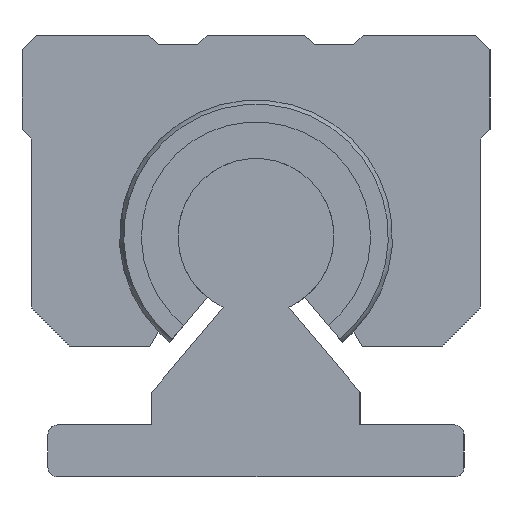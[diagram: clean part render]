
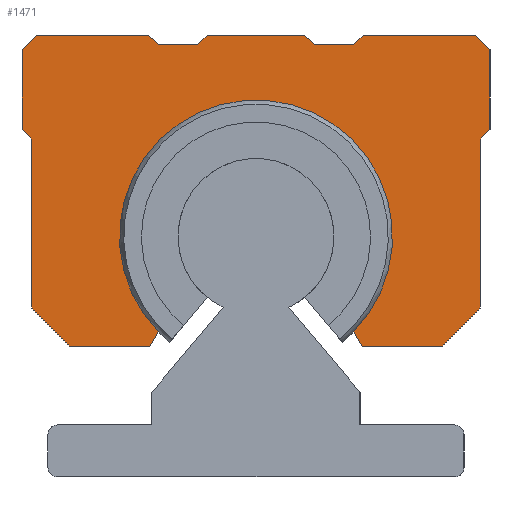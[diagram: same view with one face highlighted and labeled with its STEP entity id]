
A CAD part, left-side view. The second image highlights one B-rep face of the part: STEP entity #1471.
In plain terms, the highlighted planar face has unit normal (-1, 0, 0).
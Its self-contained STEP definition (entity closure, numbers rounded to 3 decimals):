
#471=CIRCLE('',#12074,10.5);
#845=FACE_OUTER_BOUND('',#2821,.T.);
#1471=ADVANCED_FACE('',(#845),#1957,.F.);
#1957=PLANE('',#12119);
#2821=EDGE_LOOP('',(#5949,#5950,#5951,#5952,#5953,#5954,#5955,#5956,#5957,
#5958,#5959,#5960,#5961,#5962,#5963,#5964,#5965,#5966,#5967,#5968,#5969,
#5970,#5971,#5972));
#5949=ORIENTED_EDGE('',*,*,#9158,.F.);
#5950=ORIENTED_EDGE('',*,*,#8989,.F.);
#5951=ORIENTED_EDGE('',*,*,#9200,.F.);
#5952=ORIENTED_EDGE('',*,*,#9222,.F.);
#5953=ORIENTED_EDGE('',*,*,#9207,.F.);
#5954=ORIENTED_EDGE('',*,*,#9209,.F.);
#5955=ORIENTED_EDGE('',*,*,#9196,.F.);
#5956=ORIENTED_EDGE('',*,*,#9187,.F.);
#5957=ORIENTED_EDGE('',*,*,#9184,.F.);
#5958=ORIENTED_EDGE('',*,*,#9223,.F.);
#5959=ORIENTED_EDGE('',*,*,#9194,.F.);
#5960=ORIENTED_EDGE('',*,*,#9192,.F.);
#5961=ORIENTED_EDGE('',*,*,#9189,.F.);
#5962=ORIENTED_EDGE('',*,*,#9224,.F.);
#5963=ORIENTED_EDGE('',*,*,#9203,.F.);
#5964=ORIENTED_EDGE('',*,*,#9205,.F.);
#5965=ORIENTED_EDGE('',*,*,#9198,.F.);
#5966=ORIENTED_EDGE('',*,*,#8917,.F.);
#5967=ORIENTED_EDGE('',*,*,#9181,.F.);
#5968=ORIENTED_EDGE('',*,*,#9183,.F.);
#5969=ORIENTED_EDGE('',*,*,#9218,.F.);
#5970=ORIENTED_EDGE('',*,*,#9146,.F.);
#5971=ORIENTED_EDGE('',*,*,#9220,.F.);
#5972=ORIENTED_EDGE('',*,*,#9221,.F.);
#7534=VERTEX_POINT('',#19044);
#7536=VERTEX_POINT('',#19047);
#7605=VERTEX_POINT('',#19399);
#7607=VERTEX_POINT('',#19403);
#7734=VERTEX_POINT('',#19909);
#7735=VERTEX_POINT('',#19911);
#7741=VERTEX_POINT('',#19935);
#7759=VERTEX_POINT('',#19977);
#7760=VERTEX_POINT('',#19981);
#7761=VERTEX_POINT('',#19985);
#7762=VERTEX_POINT('',#19986);
#7763=VERTEX_POINT('',#19991);
#7764=VERTEX_POINT('',#19995);
#7765=VERTEX_POINT('',#19996);
#7766=VERTEX_POINT('',#20001);
#7767=VERTEX_POINT('',#20005);
#7768=VERTEX_POINT('',#20009);
#7769=VERTEX_POINT('',#20013);
#7770=VERTEX_POINT('',#20017);
#7771=VERTEX_POINT('',#20021);
#7772=VERTEX_POINT('',#20023);
#7773=VERTEX_POINT('',#20029);
#7774=VERTEX_POINT('',#20031);
#7787=VERTEX_POINT('',#20067);
#8917=EDGE_CURVE('',#7534,#7536,#10151,.T.);
#8989=EDGE_CURVE('',#7607,#7605,#10200,.T.);
#9146=EDGE_CURVE('',#7734,#7735,#471,.T.);
#9158=EDGE_CURVE('',#7605,#7741,#10306,.T.);
#9181=EDGE_CURVE('',#7759,#7534,#10329,.T.);
#9183=EDGE_CURVE('',#7760,#7759,#10331,.T.);
#9184=EDGE_CURVE('',#7761,#7762,#10332,.T.);
#9187=EDGE_CURVE('',#7762,#7763,#10335,.T.);
#9189=EDGE_CURVE('',#7764,#7765,#10337,.T.);
#9192=EDGE_CURVE('',#7765,#7766,#10340,.T.);
#9194=EDGE_CURVE('',#7766,#7767,#10342,.T.);
#9196=EDGE_CURVE('',#7763,#7768,#10344,.T.);
#9198=EDGE_CURVE('',#7536,#7769,#10346,.T.);
#9200=EDGE_CURVE('',#7770,#7607,#10348,.T.);
#9203=EDGE_CURVE('',#7771,#7772,#10351,.T.);
#9205=EDGE_CURVE('',#7769,#7771,#10353,.T.);
#9207=EDGE_CURVE('',#7773,#7774,#10355,.T.);
#9209=EDGE_CURVE('',#7768,#7773,#10357,.T.);
#9218=EDGE_CURVE('',#7735,#7760,#10358,.T.);
#9220=EDGE_CURVE('',#7787,#7734,#10360,.T.);
#9221=EDGE_CURVE('',#7741,#7787,#10361,.T.);
#9222=EDGE_CURVE('',#7774,#7770,#10362,.T.);
#9223=EDGE_CURVE('',#7767,#7761,#10363,.T.);
#9224=EDGE_CURVE('',#7772,#7764,#10364,.T.);
#10151=LINE('',#19046,#11169);
#10200=LINE('',#19404,#11218);
#10306=LINE('',#19934,#11324);
#10329=LINE('',#19978,#11347);
#10331=LINE('',#19982,#11349);
#10332=LINE('',#19984,#11350);
#10335=LINE('',#19990,#11353);
#10337=LINE('',#19994,#11355);
#10340=LINE('',#20000,#11358);
#10342=LINE('',#20004,#11360);
#10344=LINE('',#20008,#11362);
#10346=LINE('',#20012,#11364);
#10348=LINE('',#20016,#11366);
#10351=LINE('',#20022,#11369);
#10353=LINE('',#20026,#11371);
#10355=LINE('',#20030,#11373);
#10357=LINE('',#20034,#11375);
#10358=LINE('',#20064,#11376);
#10360=LINE('',#20068,#11378);
#10361=LINE('',#20070,#11379);
#10362=LINE('',#20072,#11380);
#10363=LINE('',#20073,#11381);
#10364=LINE('',#20074,#11382);
#11169=VECTOR('',#13661,1.);
#11218=VECTOR('',#13712,1.);
#11324=VECTOR('',#13960,1.);
#11347=VECTOR('',#13987,1.);
#11349=VECTOR('',#13991,1.);
#11350=VECTOR('',#13994,1.);
#11353=VECTOR('',#13999,1.);
#11355=VECTOR('',#14003,1.);
#11358=VECTOR('',#14008,1.);
#11360=VECTOR('',#14012,1.);
#11362=VECTOR('',#14016,1.);
#11364=VECTOR('',#14020,1.);
#11366=VECTOR('',#14024,1.);
#11369=VECTOR('',#14029,1.);
#11371=VECTOR('',#14033,1.);
#11373=VECTOR('',#14037,1.);
#11375=VECTOR('',#14041,1.);
#11376=VECTOR('',#14076,1.);
#11378=VECTOR('',#14080,1.);
#11379=VECTOR('',#14083,1.);
#11380=VECTOR('',#14086,1.);
#11381=VECTOR('',#14087,1.);
#11382=VECTOR('',#14088,1.);
#12074=AXIS2_PLACEMENT_3D('',#19910,#13932,#13933);
#12119=AXIS2_PLACEMENT_3D('',#20075,#14089,#14090);
#13661=DIRECTION('',(0.,0.,1.));
#13712=DIRECTION('',(0.,0.,-1.));
#13932=DIRECTION('',(-1.,0.,0.));
#13933=DIRECTION('',(0.,0.,-1.));
#13960=DIRECTION('',(0.,0.707,-0.707));
#13987=DIRECTION('',(0.,0.707,0.707));
#13991=DIRECTION('',(0.,1.,0.));
#13994=DIRECTION('',(0.,-0.707,-0.707));
#13999=DIRECTION('',(0.,-1.,0.));
#14003=DIRECTION('',(0.,-0.707,-0.707));
#14008=DIRECTION('',(0.,-1.,0.));
#14012=DIRECTION('',(0.,-0.707,0.707));
#14016=DIRECTION('',(0.,-0.707,0.707));
#14020=DIRECTION('',(0.,0.707,0.707));
#14024=DIRECTION('',(0.,0.707,-0.707));
#14029=DIRECTION('',(0.,-0.707,0.707));
#14033=DIRECTION('',(0.,0.,1.));
#14037=DIRECTION('',(0.,-0.707,-0.707));
#14041=DIRECTION('',(0.,-1.,0.));
#14076=DIRECTION('',(0.,0.5,-0.866));
#14080=DIRECTION('',(0.,0.5,0.866));
#14083=DIRECTION('',(0.,1.,0.));
#14086=DIRECTION('',(0.,0.,-1.));
#14087=DIRECTION('',(0.,-1.,0.));
#14088=DIRECTION('',(0.,-1.,0.));
#14089=DIRECTION('',(1.,0.,0.));
#14090=DIRECTION('',(0.,0.,-1.));
#19044=CARTESIAN_POINT('',(206.015,17.25,13.));
#19046=CARTESIAN_POINT('',(206.015,17.25,21.387));
#19047=CARTESIAN_POINT('',(206.015,17.25,26.));
#19399=CARTESIAN_POINT('',(206.015,-17.25,13.));
#19403=CARTESIAN_POINT('',(206.015,-17.25,26.));
#19404=CARTESIAN_POINT('',(206.015,-17.25,21.387));
#19909=CARTESIAN_POINT('',(206.015,-7.502,11.154));
#19910=CARTESIAN_POINT('',(206.015,0.,18.5));
#19911=CARTESIAN_POINT('',(206.015,7.502,11.154));
#19934=CARTESIAN_POINT('',(206.015,-13.819,9.569));
#19935=CARTESIAN_POINT('',(206.015,-14.25,10.));
#19977=CARTESIAN_POINT('',(206.015,14.25,10.));
#19978=CARTESIAN_POINT('',(206.015,13.819,9.569));
#19981=CARTESIAN_POINT('',(206.015,8.169,10.));
#19982=CARTESIAN_POINT('',(206.015,0.,10.));
#19984=CARTESIAN_POINT('',(206.015,-8.181,29.569));
#19985=CARTESIAN_POINT('',(206.015,-3.75,34.));
#19986=CARTESIAN_POINT('',(206.015,-4.5,33.25));
#19990=CARTESIAN_POINT('',(206.015,0.,33.25));
#19991=CARTESIAN_POINT('',(206.015,-7.5,33.25));
#19994=CARTESIAN_POINT('',(206.015,-2.181,23.569));
#19995=CARTESIAN_POINT('',(206.015,8.25,34.));
#19996=CARTESIAN_POINT('',(206.015,7.5,33.25));
#20000=CARTESIAN_POINT('',(206.015,0.,33.25));
#20001=CARTESIAN_POINT('',(206.015,4.5,33.25));
#20004=CARTESIAN_POINT('',(206.015,8.181,29.569));
#20005=CARTESIAN_POINT('',(206.015,3.75,34.));
#20008=CARTESIAN_POINT('',(206.015,2.181,23.569));
#20009=CARTESIAN_POINT('',(206.015,-8.25,34.));
#20012=CARTESIAN_POINT('',(206.015,6.319,15.069));
#20013=CARTESIAN_POINT('',(206.015,18.,26.75));
#20016=CARTESIAN_POINT('',(206.015,-6.319,15.069));
#20017=CARTESIAN_POINT('',(206.015,-18.,26.75));
#20021=CARTESIAN_POINT('',(206.015,18.,32.875));
#20022=CARTESIAN_POINT('',(206.015,14.744,36.131));
#20023=CARTESIAN_POINT('',(206.015,16.875,34.));
#20026=CARTESIAN_POINT('',(206.015,18.,21.387));
#20029=CARTESIAN_POINT('',(206.015,-16.875,34.));
#20030=CARTESIAN_POINT('',(206.015,-14.744,36.131));
#20031=CARTESIAN_POINT('',(206.015,-18.,32.875));
#20034=CARTESIAN_POINT('',(206.015,0.,34.));
#20064=CARTESIAN_POINT('',(206.015,0.33,23.578));
#20067=CARTESIAN_POINT('',(206.015,-8.169,10.));
#20068=CARTESIAN_POINT('',(206.015,-0.33,23.578));
#20070=CARTESIAN_POINT('',(206.015,0.,10.));
#20072=CARTESIAN_POINT('',(206.015,-18.,21.387));
#20073=CARTESIAN_POINT('',(206.015,0.,34.));
#20074=CARTESIAN_POINT('',(206.015,0.,34.));
#20075=CARTESIAN_POINT('',(206.015,0.,21.387));
